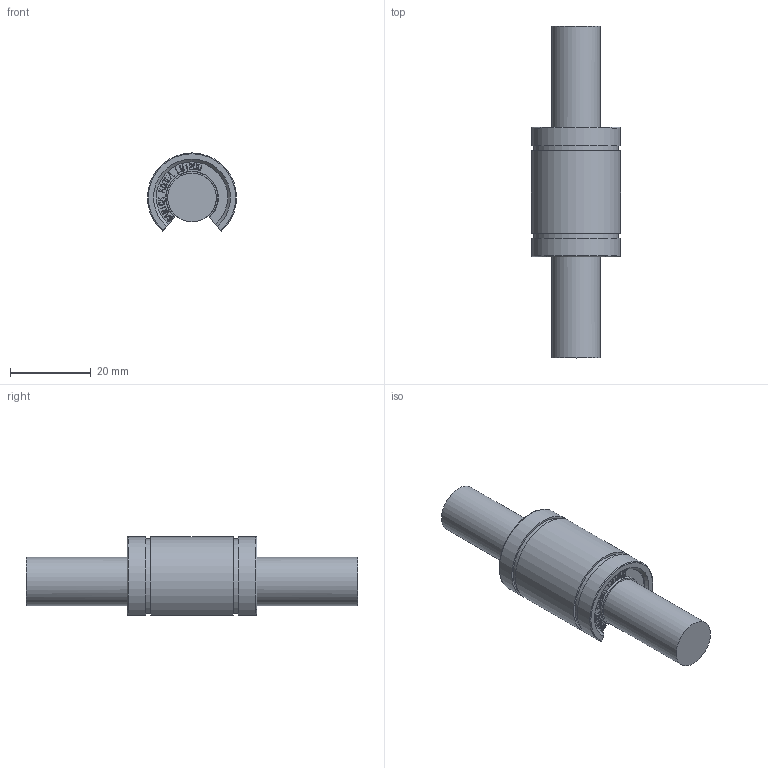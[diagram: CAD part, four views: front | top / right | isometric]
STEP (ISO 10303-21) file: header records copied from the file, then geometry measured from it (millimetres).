
FILE_DESCRIPTION((''),'2;1');
FILE_NAME('LME12UUOP.stp','2013-02-05T19:15:23',('user2'),(''),'Autodesk Inventor 2012','Autodesk Inventor 2012','');
FILE_SCHEMA(('AUTOMOTIVE_DESIGN { 1 0 10303 214 1 1 1 1 }'));
Length unit declared in the file: millimetre
Products named in the file (1): LME12UUOP
Bounding box: 22 x 82 x 19.3 mm (x, y, z)
Volume: 15583.8 mm3; surface area: 5034.9 mm2
Topology: 1 solids, 1 shells, 826 faces, 2346 edges, 1564 vertices
Faces by surface type: bspline 580, plane 232, cylinder 8, cone 4, torus 2
Full cylindrical faces by diameter (mm): 12 x1
Entity records: 28259 total; most frequent: CARTESIAN_POINT 9987, ORIENTED_EDGE 4684, EDGE_CURVE 2342, DIRECTION 1698, VERTEX_POINT 1562, QUASI_UNIFORM_CURVE 1160, VECTOR 1152, LINE 1152
